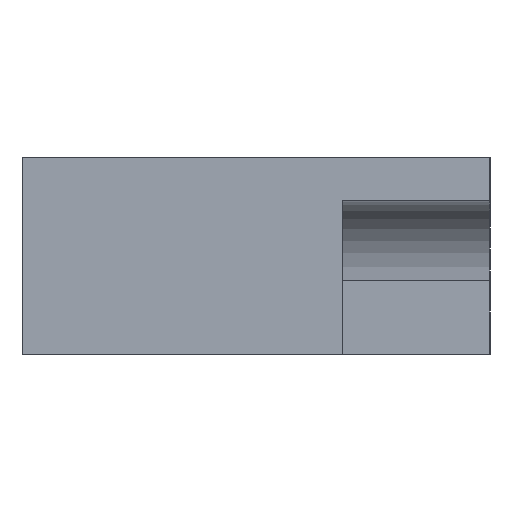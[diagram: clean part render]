
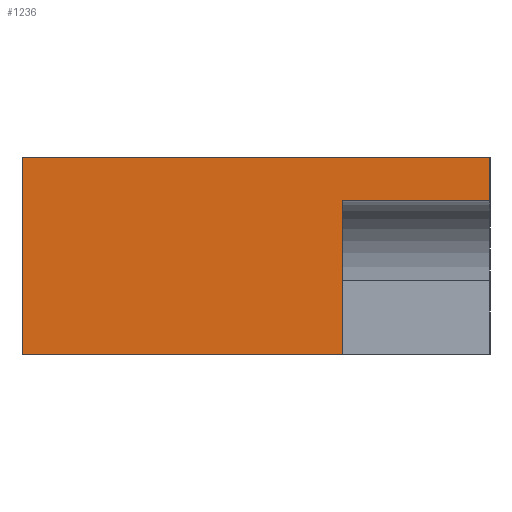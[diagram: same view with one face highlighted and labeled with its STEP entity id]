
A CAD part, left-side view. The second image highlights one B-rep face of the part: STEP entity #1236.
In plain terms, the highlighted planar face has unit normal (-1, 0, 0).
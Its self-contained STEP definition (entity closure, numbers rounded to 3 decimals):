
#864=CARTESIAN_POINT('',(-30.0,-9.5,2.25));
#865=VERTEX_POINT('',#864);
#872=CARTESIAN_POINT('',(-30.0,-3.5,2.25));
#873=VERTEX_POINT('',#872);
#874=CARTESIAN_POINT('',(-30.0,-3.5,2.25));
#875=DIRECTION('',(0.0,-1.0,0.0));
#876=VECTOR('',#875,6.0);
#877=LINE('',#874,#876);
#878=EDGE_CURVE('',#873,#865,#877,.T.);
#895=CARTESIAN_POINT('',(-30.0,-3.5,-4.0));
#896=VERTEX_POINT('',#895);
#906=CARTESIAN_POINT('',(-30.0,-3.5,-4.0));
#907=DIRECTION('',(0.0,0.0,1.0));
#908=VECTOR('',#907,6.25);
#909=LINE('',#906,#908);
#910=EDGE_CURVE('',#896,#873,#909,.T.);
#1156=CARTESIAN_POINT('',(-30.0,9.5,-4.0));
#1157=VERTEX_POINT('',#1156);
#1158=CARTESIAN_POINT('',(-30.0,-3.5,-4.0));
#1159=DIRECTION('',(0.0,1.0,0.0));
#1160=VECTOR('',#1159,13.0);
#1161=LINE('',#1158,#1160);
#1162=EDGE_CURVE('',#896,#1157,#1161,.T.);
#1188=CARTESIAN_POINT('',(-30.0,-9.5,4.0));
#1189=VERTEX_POINT('',#1188);
#1196=CARTESIAN_POINT('',(-30.0,-9.5,4.0));
#1197=DIRECTION('',(0.0,0.0,-1.0));
#1198=VECTOR('',#1197,1.75);
#1199=LINE('',#1196,#1198);
#1200=EDGE_CURVE('',#1189,#865,#1199,.T.);
#1211=CARTESIAN_POINT('',(-30.0,9.5,0.0));
#1212=DIRECTION('',(-1.0,0.0,0.0));
#1213=DIRECTION('',(0.0,-1.0,0.0));
#1214=AXIS2_PLACEMENT_3D('',#1211,#1212,#1213);
#1215=PLANE('',#1214);
#1216=ORIENTED_EDGE('',*,*,#878,.T.);
#1217=ORIENTED_EDGE('',*,*,#1200,.F.);
#1218=CARTESIAN_POINT('',(-30.0,9.5,4.0));
#1219=VERTEX_POINT('',#1218);
#1220=CARTESIAN_POINT('',(-30.0,9.5,4.0));
#1221=DIRECTION('',(0.0,-1.0,0.0));
#1222=VECTOR('',#1221,19.0);
#1223=LINE('',#1220,#1222);
#1224=EDGE_CURVE('',#1219,#1189,#1223,.T.);
#1225=ORIENTED_EDGE('',*,*,#1224,.F.);
#1226=CARTESIAN_POINT('',(-30.0,9.5,-4.0));
#1227=DIRECTION('',(0.0,0.0,1.0));
#1228=VECTOR('',#1227,8.0);
#1229=LINE('',#1226,#1228);
#1230=EDGE_CURVE('',#1157,#1219,#1229,.T.);
#1231=ORIENTED_EDGE('',*,*,#1230,.F.);
#1232=ORIENTED_EDGE('',*,*,#1162,.F.);
#1233=ORIENTED_EDGE('',*,*,#910,.T.);
#1234=EDGE_LOOP('',(#1216,#1217,#1225,#1231,#1232,#1233));
#1235=FACE_OUTER_BOUND('',#1234,.T.);
#1236=ADVANCED_FACE('',(#1235),#1215,.T.);
